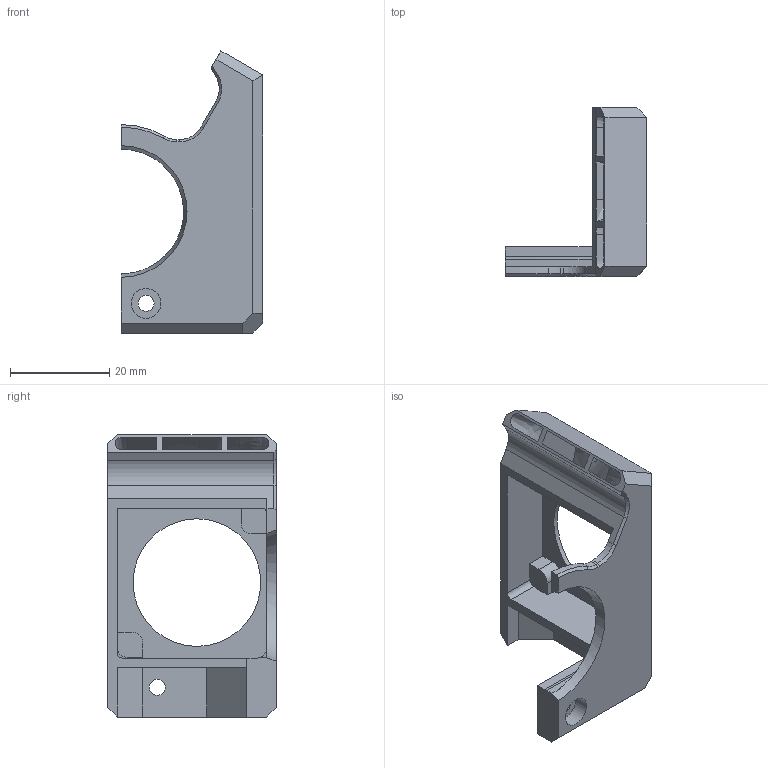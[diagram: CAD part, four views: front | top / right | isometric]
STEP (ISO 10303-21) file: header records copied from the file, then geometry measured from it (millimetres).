
FILE_DESCRIPTION(/* description */ (''),/* implementation_level */ '2;1');
FILE_NAME(/* name */ 'Left Blower Mosquito.step',/* time_stamp */ '2022-04-25T08:15:18-04:00',/* author */ (''),/* organization */ (''),/* preprocessor_version */ 'ST-DEVELOPER v18.1',/* originating_system */ 'Autodesk Translation Framework v10.14.0.1471',/* authorisation */ '');
FILE_SCHEMA (('AUTOMOTIVE_DESIGN { 1 0 10303 214 3 1 1 }'));
Length unit declared in the file: millimetre
Products named in the file (1): Left Blower Chamfer
Bounding box: 28.5 x 34 x 56.86 mm (x, y, z)
Volume: 8008.9 mm3; surface area: 7993.1 mm2
Topology: 1 solids, 1 shells, 83 faces, 226 edges, 148 vertices
Faces by surface type: plane 48, cylinder 15, bspline 15, cone 5
Full cylindrical faces by diameter (mm): 3.2 x2, 6 x2, 25.7 x1
Entity records: 3973 total; most frequent: CARTESIAN_POINT 1892, ORIENTED_EDGE 458, DIRECTION 359, EDGE_CURVE 229, VERTEX_POINT 152, LINE 145, VECTOR 145, AXIS2_PLACEMENT_3D 107
